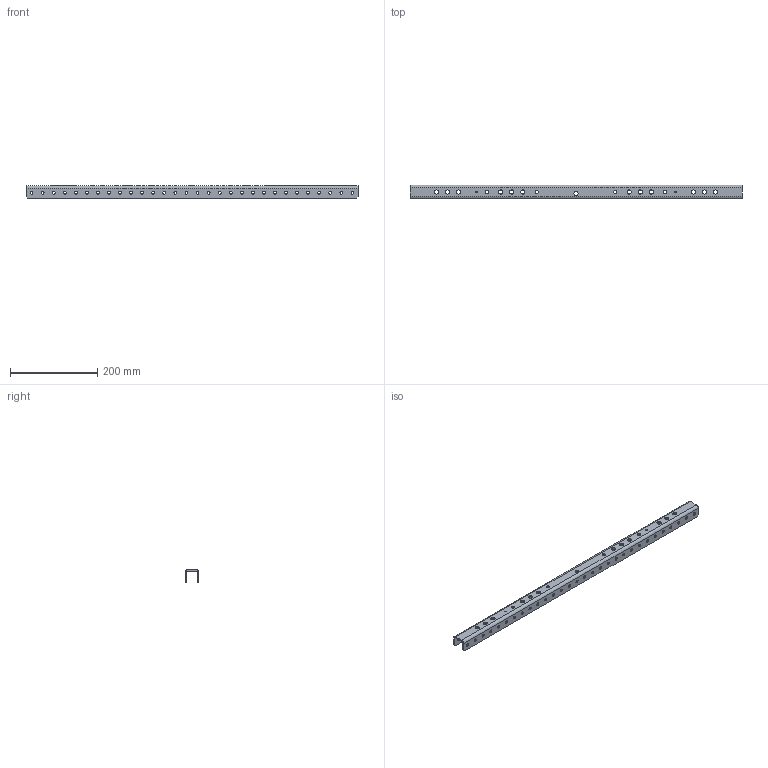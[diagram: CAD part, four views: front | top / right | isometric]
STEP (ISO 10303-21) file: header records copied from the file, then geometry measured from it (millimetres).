
FILE_DESCRIPTION (( 'STEP AP214' ), '1' );
FILE_NAME ('am-2222 C-Channel.STEP', '2017-01-16T19:16:36', ( '' ), ( '' ), 'SwSTEP 2.0', 'SolidWorks 2014', '' );
FILE_SCHEMA (( 'AUTOMOTIVE_DESIGN' ));
Length unit declared in the file: inch
Products named in the file (1): am-2222 C-Channel
Bounding box: 762 x 31.75 x 28.57 mm (x, y, z)
Volume: 179455.2 mm3; surface area: 123971.3 mm2
Topology: 1 solids, 1 shells, 184 faces, 530 edges, 348 vertices
Faces by surface type: cylinder 162, plane 22
Entity records: 6566 total; most frequent: DIRECTION 1224, CARTESIAN_POINT 1063, ORIENTED_EDGE 1060, EDGE_CURVE 530, AXIS2_PLACEMENT_3D 509, VERTEX_POINT 348, EDGE_LOOP 342, CIRCLE 324
